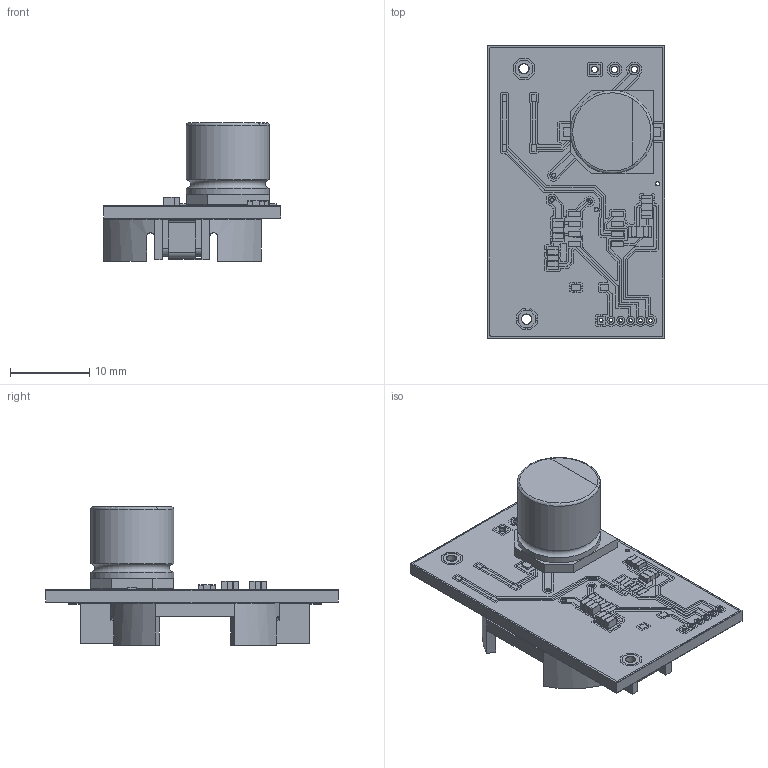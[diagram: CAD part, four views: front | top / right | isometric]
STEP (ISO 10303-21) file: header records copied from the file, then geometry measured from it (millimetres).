
FILE_DESCRIPTION(/* description */ (''),/* implementation_level */ '2;1');
FILE_NAME(/* name */ 'DataCollectorV1 v1.step',/* time_stamp */ '2025-08-05T14:03:50+02:00',/* author */ (''),/* organization */ (''),/* preprocessor_version */ 'ST-DEVELOPER v20.1',/* originating_system */ 'Autodesk Translation Framework v14.10.0.0',/* authorisation */ '');
FILE_SCHEMA (('AUTOMOTIVE_DESIGN { 1 0 10303 214 3 1 1 }'));
Products named in the file (11): DataCollectorV1; Board; 1-copper; 16-copper; 1-soldermask; 16-soldermask; Packages; CAPC2012X110; 796136-1; RESC2012X65; CAPAE1030X1050N
Assembly tree (12 placements, depth 3):
  DataCollectorV1
    Board
    1-copper
    16-copper
    1-soldermask
    16-soldermask
    Packages
      CAPC2012X110  x2
      796136-1
      RESC2012X65  x2
      CAPAE1030X1050N
Bounding box: 22.5 x 37.01 x 17.52 mm (x, y, z)
Volume: 3149 mm3; surface area: 10767.7 mm2
Topology: 98 solids, 98 shells, 2451 faces, 6532 edges, 4283 vertices
Faces by surface type: plane 1942, cylinder 431, sphere 70, torus 6, bspline 2
Full cylindrical faces by diameter (mm): 0.28 x3, 0.35 x4, 0.43 x30, 0.48 x12, 0.5 x24, 0.55 x16, 0.77 x15, 0.84 x12, 1.251 x10, 1.321 x8, 10.5 x2
Entity records: 73705 total; most frequent: CARTESIAN_POINT 13036, ORIENTED_EDGE 12624, DIRECTION 11819, EDGE_CURVE 6312, LINE 5495, VECTOR 5495, VERTEX_POINT 4171, AXIS2_PLACEMENT_3D 3162
